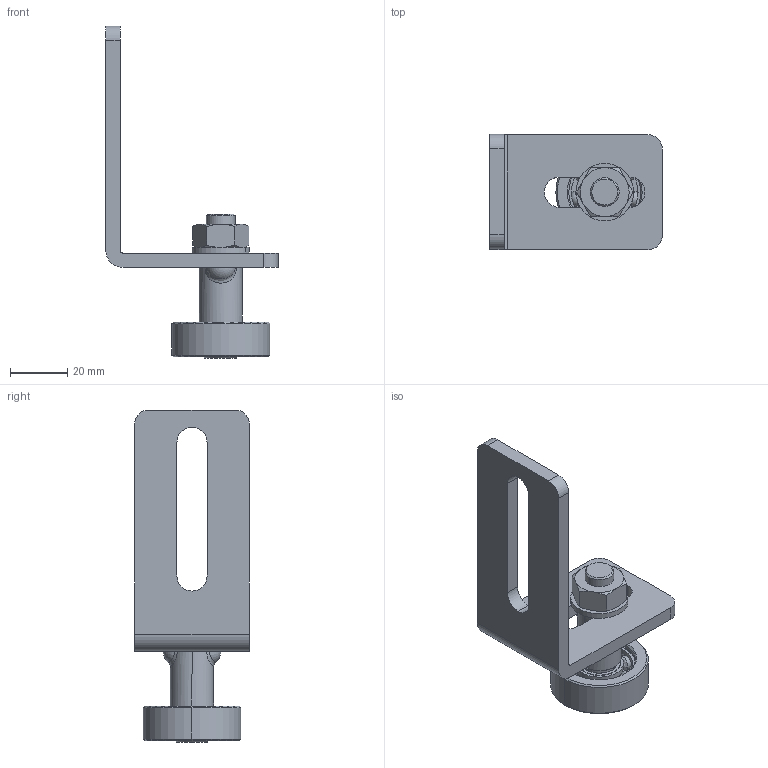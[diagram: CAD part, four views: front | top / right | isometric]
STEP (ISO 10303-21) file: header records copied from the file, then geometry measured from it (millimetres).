
FILE_DESCRIPTION (( 'STEP AP214' ), '1' );
FILE_NAME ('H_53.STEP', '2021-08-25T14:04:50', ( '' ), ( '' ), 'SwSTEP 2.0', 'SolidWorks 2019', '' );
FILE_SCHEMA (( 'AUTOMOTIVE_DESIGN' ));
Length unit declared in the file: millimetre
Products named in the file (13): din625_-_6001-rs_0_04; H-53 P2; DIN 934-M10; H-53 P3; din625_-_6001-rs_0_53; DIN 471-H12; H-53 P1; H-53 Z1; din625_-_6001-rs_0_02; din625_-_6001-rs_0_01; H_53; PM10; din625_-_6001-rs_0_03
Assembly tree (12 placements, depth 4):
  H_53
    H-53 Z1
      din625_-_6001-rs_0_53
        din625_-_6001-rs_0_01
        din625_-_6001-rs_0_02
        din625_-_6001-rs_0_03
        din625_-_6001-rs_0_04
      H-53 P1
      H-53 P2
      DIN 471-H12
      DIN 934-M10
      PM10
    H-53 P3
Bounding box: 60 x 40 x 115.5 mm (x, y, z)
Volume: 37645.5 mm3; surface area: 23207.6 mm2
Topology: 10 solids, 10 shells, 202 faces, 493 edges, 315 vertices
Faces by surface type: cylinder 72, plane 52, torus 32, cone 30, sphere 14, bspline 2
Entity records: 7621 total; most frequent: CARTESIAN_POINT 2398, DIRECTION 1086, ORIENTED_EDGE 912, AXIS2_PLACEMENT_3D 469, EDGE_CURVE 456, VERTEX_POINT 294, CIRCLE 252, EDGE_LOOP 244
